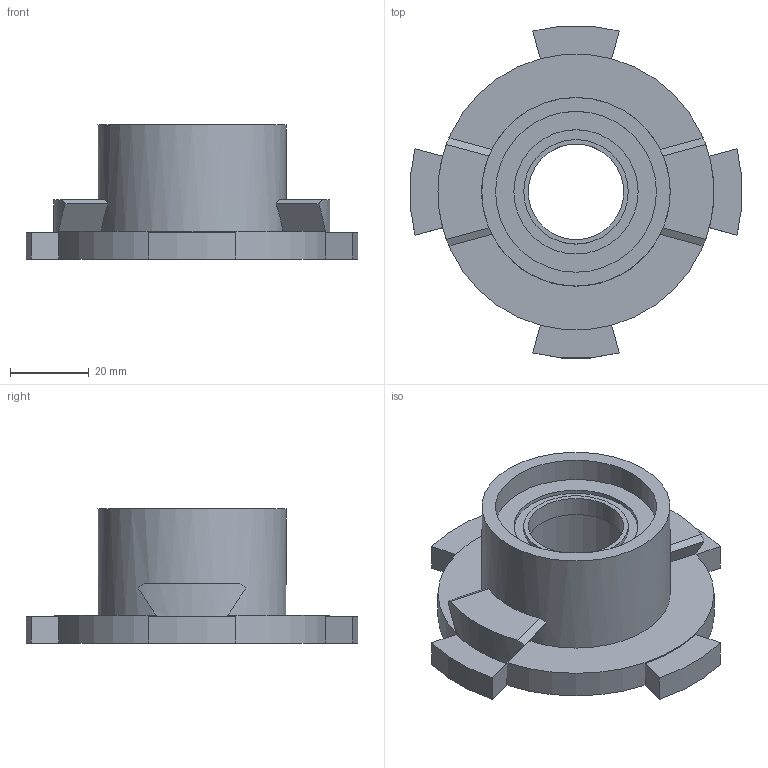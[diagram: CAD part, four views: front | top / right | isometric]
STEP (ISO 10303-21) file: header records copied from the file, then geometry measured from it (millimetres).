
FILE_DESCRIPTION(/* description */ (''),/* implementation_level */ '2;1');
FILE_NAME(/* name */ 'OpenATC-Bottom-main-body.step',/* time_stamp */ '2025-11-16T14:44:45Z',/* author */ (''),/* organization */ (''),/* preprocessor_version */ 'ST-DEVELOPER v20.1',/* originating_system */ 'Autodesk Translation Framework v14.21.0.0',/* authorisation */ '');
FILE_SCHEMA (('AUTOMOTIVE_DESIGN { 1 0 10303 214 3 1 1 }'));
Length unit declared in the file: millimetre
Products named in the file (1): OpenATC-Bottom-main-body
Bounding box: 84.17 x 84.17 x 34 mm (x, y, z)
Volume: 43724.1 mm3; surface area: 18958 mm2
Topology: 1 solids, 1 shells, 41 faces, 105 edges, 70 vertices
Faces by surface type: plane 30, cylinder 11
Full cylindrical faces by diameter (mm): 24.2 x1, 26.5 x1, 31.5 x1, 40 x1, 40.8 x1, 47.8 x1, 70 x1
Entity records: 1310 total; most frequent: DIRECTION 243, CARTESIAN_POINT 217, ORIENTED_EDGE 210, EDGE_CURVE 105, AXIS2_PLACEMENT_3D 96, VERTEX_POINT 70, LINE 51, VECTOR 51
